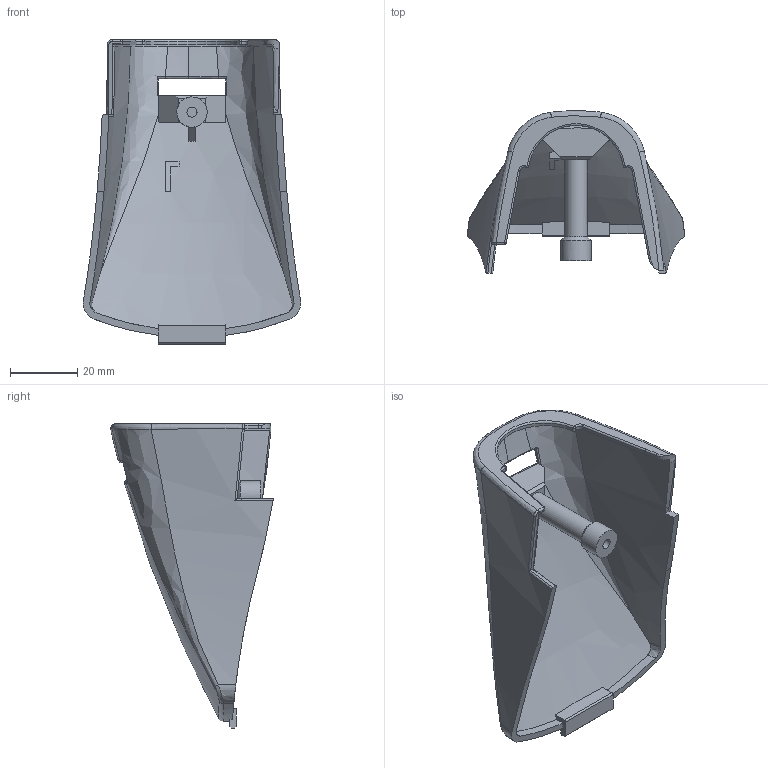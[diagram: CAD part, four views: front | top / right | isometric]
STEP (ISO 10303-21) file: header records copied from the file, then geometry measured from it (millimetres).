
FILE_DESCRIPTION(/* description */ (''),/* implementation_level */ '2;1');
FILE_NAME(/* name */ 'Foot_toe_left v4.step',/* time_stamp */ '2018-10-19T17:17:30+11:00',/* author */ ('TaylorY96'),/* organization */ (''),/* preprocessor_version */ 'ST-DEVELOPER v17.2',/* originating_system */ 'Autodesk Translation Framework v7.6.0.251',/* authorisation */ '');
FILE_SCHEMA (('AUTOMOTIVE_DESIGN { 1 0 10303 214 3 1 1 }','INTEGRATED_CNC_SCHEMA'));
Length unit declared in the file: millimetre
Products named in the file (1): Foot_toe_left
Bounding box: 64.7 x 48.3 x 90.5 mm (x, y, z)
Volume: 19515.4 mm3; surface area: 19791.4 mm2
Topology: 1 solids, 1 shells, 135 faces, 379 edges, 243 vertices
Faces by surface type: bspline 57, plane 47, cylinder 24, sphere 3, torus 3, cone 1
Full cylindrical faces by diameter (mm): 3 x2, 6.7 x1, 9 x1
Entity records: 11143 total; most frequent: CARTESIAN_POINT 8008, ORIENTED_EDGE 750, DIRECTION 503, EDGE_CURVE 375, VERTEX_POINT 243, AXIS2_PLACEMENT_3D 191, B_SPLINE_CURVE_WITH_KNOTS 142, EDGE_LOOP 140
